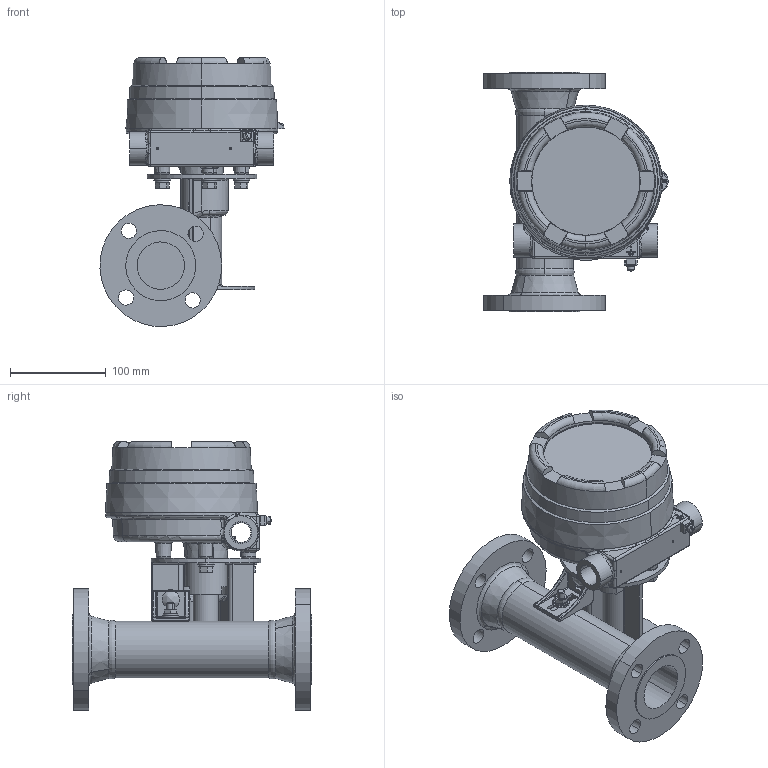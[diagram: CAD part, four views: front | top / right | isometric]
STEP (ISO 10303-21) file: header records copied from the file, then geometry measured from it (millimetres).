
FILE_DESCRIPTION (( 'STEP AP203' ), '1' );
FILE_NAME ('3809G-B-12-F-3-4-0.STEP', '2022-01-21T15:22:39', ( '' ), ( '' ), 'SwSTEP 2.0', 'SolidWorks 2020', '' );
FILE_SCHEMA (( 'CONFIG_CONTROL_DESIGN' ));
Length unit declared in the file: inch
Products named in the file (1): 3809G-B-12-F-3-4-0
Bounding box: 191.95 x 250 x 280.48 mm (x, y, z)
Volume: 1768912.9 mm3; surface area: 442988.8 mm2
Topology: 39 solids, 41 shells, 1218 faces, 2862 edges, 1703 vertices
Faces by surface type: cylinder 383, plane 345, cone 224, bspline 170, torus 66, sphere 30
Entity records: 43999 total; most frequent: CARTESIAN_POINT 17172, DIRECTION 5585, ORIENTED_EDGE 5572, EDGE_CURVE 2786, AXIS2_PLACEMENT_3D 2269, VERTEX_POINT 1703, EDGE_LOOP 1351, CIRCLE 1220
